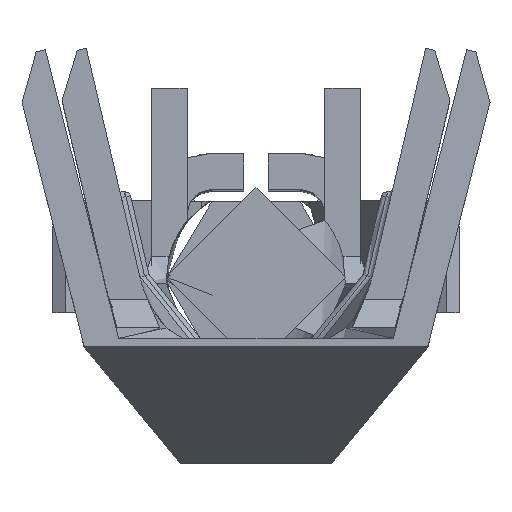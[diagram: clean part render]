
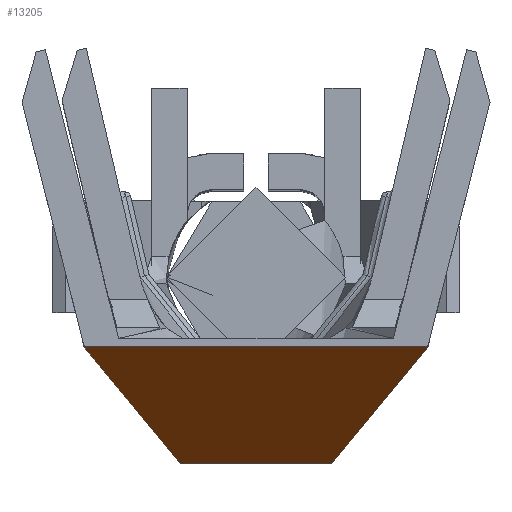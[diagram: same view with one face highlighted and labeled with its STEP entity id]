
A CAD part, top view. The second image highlights one B-rep face of the part: STEP entity #13205.
In plain terms, the highlighted free-form (B-spline) face has degree [1, 2] with [2, 7] control points.
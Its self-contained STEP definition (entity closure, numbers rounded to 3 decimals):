
#13012=CARTESIAN_POINT('',(0.884,-0.225,0.774));
#13013=VERTEX_POINT('',#13012);
#13020=CARTESIAN_POINT('',(0.884,-0.225,-0.144));
#13021=VERTEX_POINT('',#13020);
#13022=CARTESIAN_POINT('',(0.884,-0.225,0.774));
#13023=DIRECTION('',(0.,0.,-1.));
#13024=VECTOR('',#13023,0.918);
#13025=LINE('',#13022,#13024);
#13026=EDGE_CURVE('',#13013,#13021,#13025,.T.);
#13130=CARTESIAN_POINT('',(-0.884,-0.225,0.774));
#13131=VERTEX_POINT('',#13130);
#13138=CARTESIAN_POINT('',(-0.884,-0.225,0.774));
#13139=CARTESIAN_POINT('',(-0.875,-0.261,0.774));
#13140=CARTESIAN_POINT('',(-0.856,-0.317,0.775));
#13141=CARTESIAN_POINT('',(-0.819,-0.405,0.775));
#13142=CARTESIAN_POINT('',(-0.773,-0.487,0.775));
#13143=CARTESIAN_POINT('',(-0.718,-0.565,0.776));
#13144=CARTESIAN_POINT('',(-0.663,-0.628,0.776));
#13145=CARTESIAN_POINT('',(-0.608,-0.682,0.776));
#13146=CARTESIAN_POINT('',(-0.534,-0.742,0.777));
#13147=CARTESIAN_POINT('',(-0.442,-0.801,0.777));
#13148=CARTESIAN_POINT('',(-0.331,-0.852,0.777));
#13149=CARTESIAN_POINT('',(-0.184,-0.899,0.777));
#13150=CARTESIAN_POINT('',(0.,-0.921,0.777));
#13151=CARTESIAN_POINT('',(0.184,-0.899,0.777));
#13152=CARTESIAN_POINT('',(0.331,-0.852,0.777));
#13153=CARTESIAN_POINT('',(0.442,-0.801,0.777));
#13154=CARTESIAN_POINT('',(0.534,-0.742,0.777));
#13155=CARTESIAN_POINT('',(0.608,-0.682,0.776));
#13156=CARTESIAN_POINT('',(0.663,-0.628,0.776));
#13157=CARTESIAN_POINT('',(0.718,-0.565,0.776));
#13158=CARTESIAN_POINT('',(0.773,-0.487,0.775));
#13159=CARTESIAN_POINT('',(0.819,-0.405,0.775));
#13160=CARTESIAN_POINT('',(0.856,-0.317,0.775));
#13161=CARTESIAN_POINT('',(0.875,-0.261,0.774));
#13162=CARTESIAN_POINT('',(0.884,-0.225,0.774));
#13163=B_SPLINE_CURVE_WITH_KNOTS('',3,(#13138,#13139,#13140,#13141,#13142,#13143,#13144,#13145,#13146,#13147,#13148,#13149,#13150,#13151,#13152,#13153,#13154,#13155,#13156,#13157,#13158,#13159,#13160,#13161,#13162),.UNSPECIFIED.,.F.,.U.,(4,1,1,1,1,1,1,1,1,1,1,1,1,1,1,1,1,1,1,1,1,1,4),(0.,0.016,0.031,0.063,0.094,0.125,0.156,0.188,0.25,0.313,0.375,0.5,0.625,0.688,0.75,0.813,0.844,0.875,0.906,0.938,0.969,0.984,1.),.UNSPECIFIED.);
#13164=EDGE_CURVE('',#13131,#13013,#13163,.T.);
#13171=CARTESIAN_POINT('',(-0.884,-0.225,0.778));
#13172=CARTESIAN_POINT('',(-0.884,-0.225,0.778));
#13173=CARTESIAN_POINT('',(-0.884,-0.225,0.778));
#13174=CARTESIAN_POINT('',(-0.709,-0.912,0.778));
#13175=CARTESIAN_POINT('',(0.,-0.912,0.778));
#13176=CARTESIAN_POINT('',(0.709,-0.912,0.778));
#13177=CARTESIAN_POINT('',(0.884,-0.225,0.778));
#13178=CARTESIAN_POINT('',(-0.884,-0.225,-0.144));
#13179=CARTESIAN_POINT('',(-0.884,-0.225,-0.144));
#13180=CARTESIAN_POINT('',(-0.884,-0.225,-0.144));
#13181=CARTESIAN_POINT('',(-0.709,-0.912,-0.144));
#13182=CARTESIAN_POINT('',(0.,-0.912,-0.144));
#13183=CARTESIAN_POINT('',(0.709,-0.912,-0.144));
#13184=CARTESIAN_POINT('',(0.884,-0.225,-0.144));
#13185=(BOUNDED_SURFACE()B_SPLINE_SURFACE(1,2,((#13171,#13172,#13173,#13174,#13175,#13176,#13177),(#13178,#13179,#13180,#13181,#13182,#13183,#13184)),.SURF_OF_LINEAR_EXTRUSION.,.F.,.F.,.U.)B_SPLINE_SURFACE_WITH_KNOTS((2,2),(3,2,2,3),(0.,0.961),(0.,0.,1.478,2.955),.UNSPECIFIED.)GEOMETRIC_REPRESENTATION_ITEM()RATIONAL_B_SPLINE_SURFACE(((0.918,0.918,0.918,0.756,1.,0.756,0.918),(0.918,0.918,0.918,0.756,1.,0.756,0.918)))REPRESENTATION_ITEM('')SURFACE());
#13186=ORIENTED_EDGE('',*,*,#13164,.F.);
#13187=CARTESIAN_POINT('',(-0.884,-0.225,-0.144));
#13188=VERTEX_POINT('',#13187);
#13189=CARTESIAN_POINT('',(-0.884,-0.225,0.774));
#13190=DIRECTION('',(0.,0.,-1.));
#13191=VECTOR('',#13190,0.918);
#13192=LINE('',#13189,#13191);
#13193=EDGE_CURVE('',#13131,#13188,#13192,.T.);
#13194=ORIENTED_EDGE('',*,*,#13193,.T.);
#13195=CARTESIAN_POINT('',(0.,0.,-0.144));
#13196=DIRECTION('',(-0.969,-0.247,0.));
#13197=DIRECTION('',(0.,0.,1.));
#13198=AXIS2_PLACEMENT_3D('',#13195,#13197,#13196);
#13199=CIRCLE('',#13198,0.912);
#13200=EDGE_CURVE('',#13188,#13021,#13199,.T.);
#13201=ORIENTED_EDGE('',*,*,#13200,.T.);
#13202=ORIENTED_EDGE('',*,*,#13026,.F.);
#13203=EDGE_LOOP('',(#13186,#13194,#13201,#13202));
#13204=FACE_OUTER_BOUND('',#13203,.T.);
#13205=ADVANCED_FACE('',(#13204),#13185,.T.);
